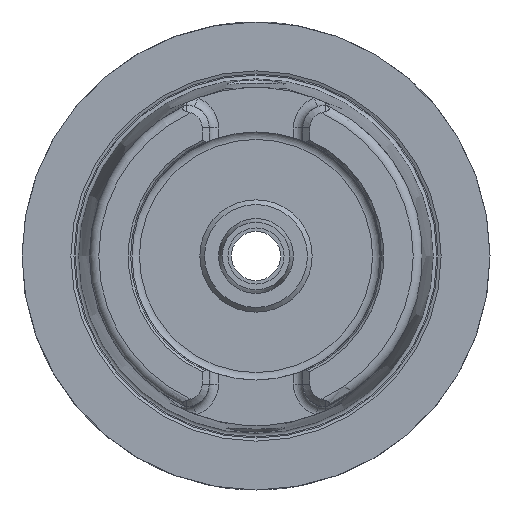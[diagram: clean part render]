
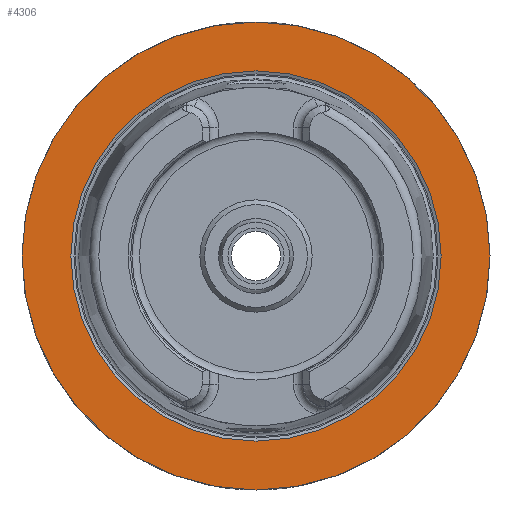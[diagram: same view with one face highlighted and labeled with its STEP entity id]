
A CAD part, left-side view. The second image highlights one B-rep face of the part: STEP entity #4306.
In plain terms, the highlighted planar face has unit normal (-1, 0, 0).
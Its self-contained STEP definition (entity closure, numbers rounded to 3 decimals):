
#3492=CARTESIAN_POINT('',(0.,50.0,0.0));
#3493=VERTEX_POINT('',#3492);
#3494=CARTESIAN_POINT('',(0.,0.,0.0));
#3495=DIRECTION('',(1.0,0.0,0.0));
#3496=DIRECTION('',(0.0,1.0,0.0));
#3497=AXIS2_PLACEMENT_3D('',#3494,#3495,#3496);
#3498=CIRCLE('',#3497,50.0);
#3499=EDGE_CURVE('',#3493,#3493,#3498,.T.);
#4280=CARTESIAN_POINT('',(0.,39.55,0.0));
#4281=VERTEX_POINT('',#4280);
#4282=CARTESIAN_POINT('',(0.,0.,0.0));
#4283=DIRECTION('',(1.0,0.0,0.0));
#4284=DIRECTION('',(0.0,1.0,0.0));
#4285=AXIS2_PLACEMENT_3D('',#4282,#4283,#4284);
#4286=CIRCLE('',#4285,39.55);
#4287=EDGE_CURVE('',#4281,#4281,#4286,.T.);
#4295=CARTESIAN_POINT('',(0.,44.775,0.0));
#4296=DIRECTION('',(-1.0,0.0,0.0));
#4297=DIRECTION('',(0.0,0.0,1.0));
#4298=AXIS2_PLACEMENT_3D('',#4295,#4296,#4297);
#4299=PLANE('',#4298);
#4300=ORIENTED_EDGE('',*,*,#3499,.F.);
#4301=EDGE_LOOP('',(#4300));
#4302=FACE_OUTER_BOUND('',#4301,.T.);
#4303=ORIENTED_EDGE('',*,*,#4287,.T.);
#4304=EDGE_LOOP('',(#4303));
#4305=FACE_BOUND('',#4304,.T.);
#4306=ADVANCED_FACE('',(#4302,#4305),#4299,.T.);
